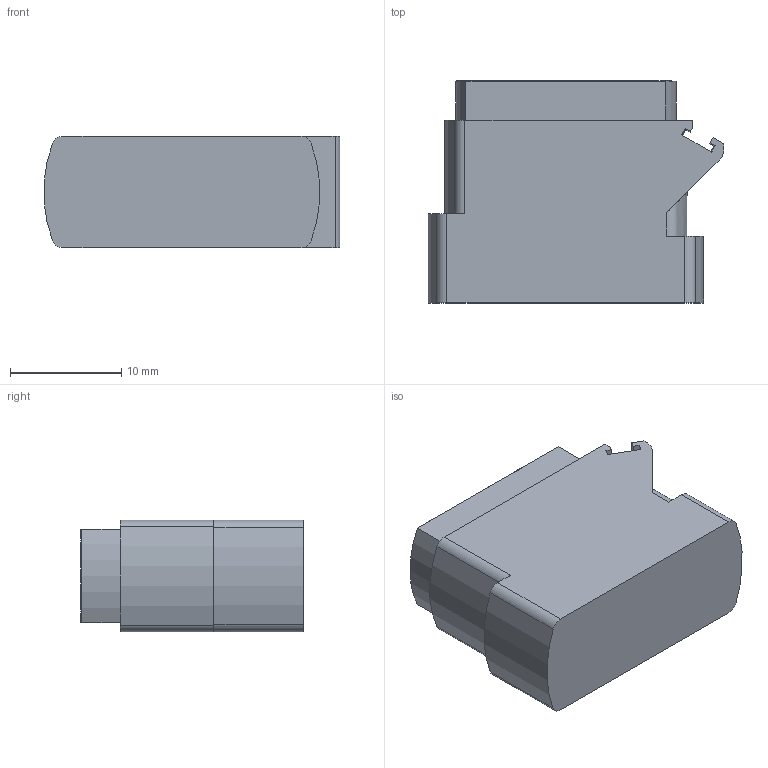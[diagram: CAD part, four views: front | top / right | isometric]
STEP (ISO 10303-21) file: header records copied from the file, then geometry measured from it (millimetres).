
FILE_DESCRIPTION((''),'2;1');
FILE_NAME('00111521002','2020-02-07T',('presta_be4'),(''),'CREO PARAMETRIC BY PTC INC, 2018360','CREO PARAMETRIC BY PTC INC, 2018360','');
FILE_SCHEMA(('CONFIG_CONTROL_DESIGN'));
Products named in the file (1): 00111521002
Bounding box: 26.57 x 19.95 x 10 mm (x, y, z)
Volume: 3397.6 mm3; surface area: 5447.9 mm2
Topology: 1 solids, 1 shells, 1792 faces, 4722 edges, 2996 vertices
Faces by surface type: plane 819, cylinder 349, torus 324, cone 300
Entity records: 63359 total; most frequent: CARTESIAN_POINT 19380, ORIENTED_EDGE 9404, DIRECTION 9106, EDGE_CURVE 4702, AXIS2_PLACEMENT_3D 3583, VERTEX_POINT 2996, EDGE_LOOP 1958, VECTOR 1940
